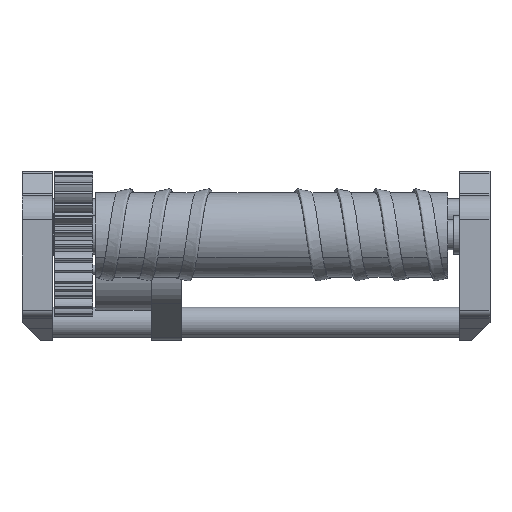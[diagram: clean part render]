
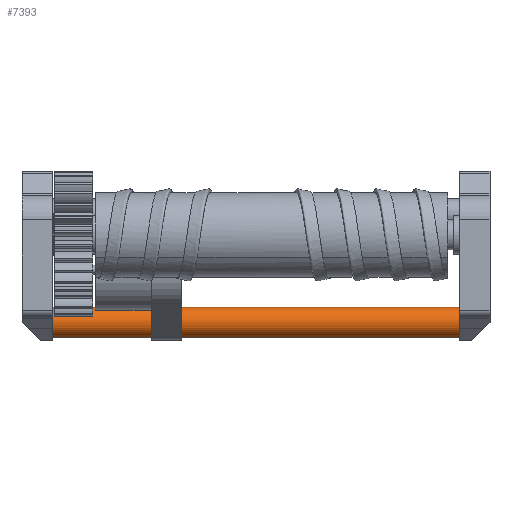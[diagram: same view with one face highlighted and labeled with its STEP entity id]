
A CAD part, front view. The second image highlights one B-rep face of the part: STEP entity #7393.
In plain terms, the highlighted cylindrical face has radius 2.5 mm (diameter 5 mm), a partial arc.
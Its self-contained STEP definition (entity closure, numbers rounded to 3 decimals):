
#976 = LINE ( 'NONE', #11622, #13890 ) ;
#1329 = LINE ( 'NONE', #1508, #11286 ) ;
#1508 = CARTESIAN_POINT ( 'NONE',  ( -35., 0., -2.5 ) ) ;
#2256 = EDGE_CURVE ( 'NONE', #18129, #7336, #1329, .T. ) ;
#2671 = DIRECTION ( 'NONE',  ( 1., 0., 0. ) ) ;
#3587 = EDGE_CURVE ( 'NONE', #9446, #7336, #13536, .T. ) ;
#3858 = ORIENTED_EDGE ( 'NONE', *, *, #2256, .T. ) ;
#3880 = DIRECTION ( 'NONE',  ( 0., 0., -1. ) ) ;
#4065 = CARTESIAN_POINT ( 'NONE',  ( -35., 0., 0. ) ) ;
#4492 = CARTESIAN_POINT ( 'NONE',  ( -35., 0., -2.5 ) ) ;
#5628 = CARTESIAN_POINT ( 'NONE',  ( 35., 0., -2.5 ) ) ;
#5744 = DIRECTION ( 'NONE',  ( 1., 0., 0. ) ) ;
#6186 = CARTESIAN_POINT ( 'NONE',  ( -35., 0., 2.5 ) ) ;
#6319 = ORIENTED_EDGE ( 'NONE', *, *, #15386, .F. ) ;
#7130 = DIRECTION ( 'NONE',  ( 1., 0., 0. ) ) ;
#7177 = FACE_OUTER_BOUND ( 'NONE', #9595, .T. ) ;
#7336 = VERTEX_POINT ( 'NONE', #5628 ) ;
#7393 = ADVANCED_FACE ( 'NONE', ( #7177 ), #11370, .T. ) ;
#7712 = EDGE_CURVE ( 'NONE', #15780, #18129, #11630, .T. ) ;
#8534 = DIRECTION ( 'NONE',  ( 1., 0., 0. ) ) ;
#9446 = VERTEX_POINT ( 'NONE', #16711 ) ;
#9564 = ORIENTED_EDGE ( 'NONE', *, *, #3587, .F. ) ;
#9595 = EDGE_LOOP ( 'NONE', ( #6319, #17785, #3858, #9564 ) ) ;
#11286 = VECTOR ( 'NONE', #5744, 1000. ) ;
#11370 = CYLINDRICAL_SURFACE ( 'NONE', #12856, 2.5 ) ;
#11622 = CARTESIAN_POINT ( 'NONE',  ( -35., 0., 2.5 ) ) ;
#11630 = CIRCLE ( 'NONE', #13167, 2.5 ) ;
#12315 = DIRECTION ( 'NONE',  ( 0., 0., -1. ) ) ;
#12511 = DIRECTION ( 'NONE',  ( 1., 0., 0. ) ) ;
#12693 = CARTESIAN_POINT ( 'NONE',  ( -35., 0., 0. ) ) ;
#12856 = AXIS2_PLACEMENT_3D ( 'NONE', #4065, #8534, #3880 ) ;
#12922 = AXIS2_PLACEMENT_3D ( 'NONE', #18265, #12511, #12315 ) ;
#13167 = AXIS2_PLACEMENT_3D ( 'NONE', #12693, #2671, #19059 ) ;
#13536 = CIRCLE ( 'NONE', #12922, 2.5 ) ;
#13890 = VECTOR ( 'NONE', #7130, 1000. ) ;
#15386 = EDGE_CURVE ( 'NONE', #15780, #9446, #976, .T. ) ;
#15780 = VERTEX_POINT ( 'NONE', #6186 ) ;
#16711 = CARTESIAN_POINT ( 'NONE',  ( 35., 0., 2.5 ) ) ;
#17785 = ORIENTED_EDGE ( 'NONE', *, *, #7712, .T. ) ;
#18129 = VERTEX_POINT ( 'NONE', #4492 ) ;
#18265 = CARTESIAN_POINT ( 'NONE',  ( 35., 0., 0. ) ) ;
#19059 = DIRECTION ( 'NONE',  ( 0., 0., -1. ) ) ;
